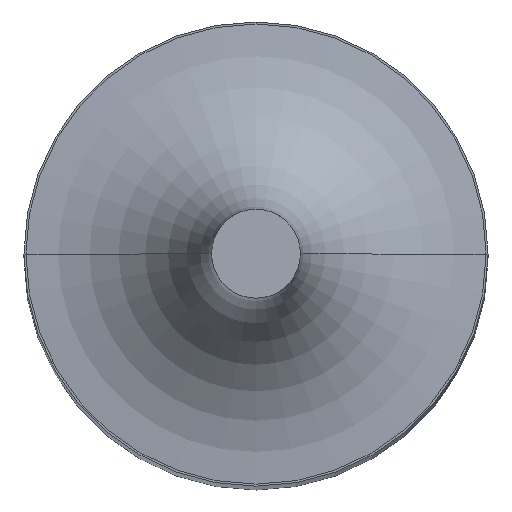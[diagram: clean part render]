
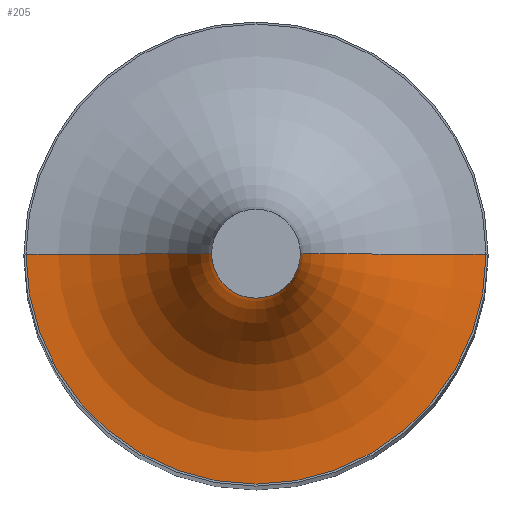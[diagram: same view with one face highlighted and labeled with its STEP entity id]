
A CAD part, top view. The second image highlights one B-rep face of the part: STEP entity #205.
In plain terms, the highlighted toroidal (fillet/blend) face has major radius 7.87 mm and minor radius 6.35 mm.
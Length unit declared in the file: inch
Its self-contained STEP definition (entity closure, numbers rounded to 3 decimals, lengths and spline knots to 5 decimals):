
#1 = DIRECTION ( 'NONE',  ( 0., 0., 1. ) ) ;
#13 = ORIENTED_EDGE ( 'NONE', *, *, #133, .F. ) ;
#19 = DIRECTION ( 'NONE',  ( 0., 1., 0. ) ) ;
#36 = DIRECTION ( 'NONE',  ( -1., 0., 0. ) ) ;
#39 = CIRCLE ( 'NONE', #182, 0.05983 ) ;
#42 = DIRECTION ( 'NONE',  ( 0., 0., -1. ) ) ;
#67 = EDGE_CURVE ( 'NONE', #302, #81, #93, .T. ) ;
#80 = DIRECTION ( 'NONE',  ( -1., 0., 0. ) ) ;
#81 = VERTEX_POINT ( 'NONE', #316 ) ;
#93 = CIRCLE ( 'NONE', #261, 0.25 ) ;
#133 = EDGE_CURVE ( 'NONE', #81, #240, #269, .T. ) ;
#135 = AXIS2_PLACEMENT_3D ( 'NONE', #358, #42, #36 ) ;
#153 = CARTESIAN_POINT ( 'NONE',  ( 0.30983, 0., 3.49 ) ) ;
#159 = CARTESIAN_POINT ( 'NONE',  ( -0.30983, 0., 3.24 ) ) ;
#182 = AXIS2_PLACEMENT_3D ( 'NONE', #390, #204, #80 ) ;
#197 = ORIENTED_EDGE ( 'NONE', *, *, #67, .F. ) ;
#199 = ORIENTED_EDGE ( 'NONE', *, *, #286, .T. ) ;
#204 = DIRECTION ( 'NONE',  ( 0., 0., -1. ) ) ;
#205 = ADVANCED_FACE ( 'NONE', ( #382 ), #244, .F. ) ;
#212 = DIRECTION ( 'NONE',  ( 0., -1., 0. ) ) ;
#214 = AXIS2_PLACEMENT_3D ( 'NONE', #257, #1, #349 ) ;
#240 = VERTEX_POINT ( 'NONE', #159 ) ;
#244 = TOROIDAL_SURFACE ( 'NONE', #214, 0.30983, 0.25 ) ;
#251 = AXIS2_PLACEMENT_3D ( 'NONE', #369, #19, #361 ) ;
#257 = CARTESIAN_POINT ( 'NONE',  ( 0., 0., 3.49 ) ) ;
#261 = AXIS2_PLACEMENT_3D ( 'NONE', #153, #212, #282 ) ;
#265 = CARTESIAN_POINT ( 'NONE',  ( -0.05983, 0., 3.49 ) ) ;
#269 = CIRCLE ( 'NONE', #135, 0.30983 ) ;
#282 = DIRECTION ( 'NONE',  ( 1., 0., 0. ) ) ;
#286 = EDGE_CURVE ( 'NONE', #393, #240, #386, .T. ) ;
#298 = CARTESIAN_POINT ( 'NONE',  ( 0.05983, 0., 3.49 ) ) ;
#302 = VERTEX_POINT ( 'NONE', #298 ) ;
#308 = EDGE_CURVE ( 'NONE', #302, #393, #39, .T. ) ;
#316 = CARTESIAN_POINT ( 'NONE',  ( 0.30983, 0., 3.24 ) ) ;
#337 = ORIENTED_EDGE ( 'NONE', *, *, #308, .T. ) ;
#349 = DIRECTION ( 'NONE',  ( -1., 0., 0. ) ) ;
#358 = CARTESIAN_POINT ( 'NONE',  ( 0., 0., 3.24 ) ) ;
#361 = DIRECTION ( 'NONE',  ( 0., 0., 1. ) ) ;
#369 = CARTESIAN_POINT ( 'NONE',  ( -0.30983, 0., 3.49 ) ) ;
#382 = FACE_OUTER_BOUND ( 'NONE', #391, .T. ) ;
#386 = CIRCLE ( 'NONE', #251, 0.25 ) ;
#390 = CARTESIAN_POINT ( 'NONE',  ( 0., 0., 3.49 ) ) ;
#391 = EDGE_LOOP ( 'NONE', ( #197, #337, #199, #13 ) ) ;
#393 = VERTEX_POINT ( 'NONE', #265 ) ;
